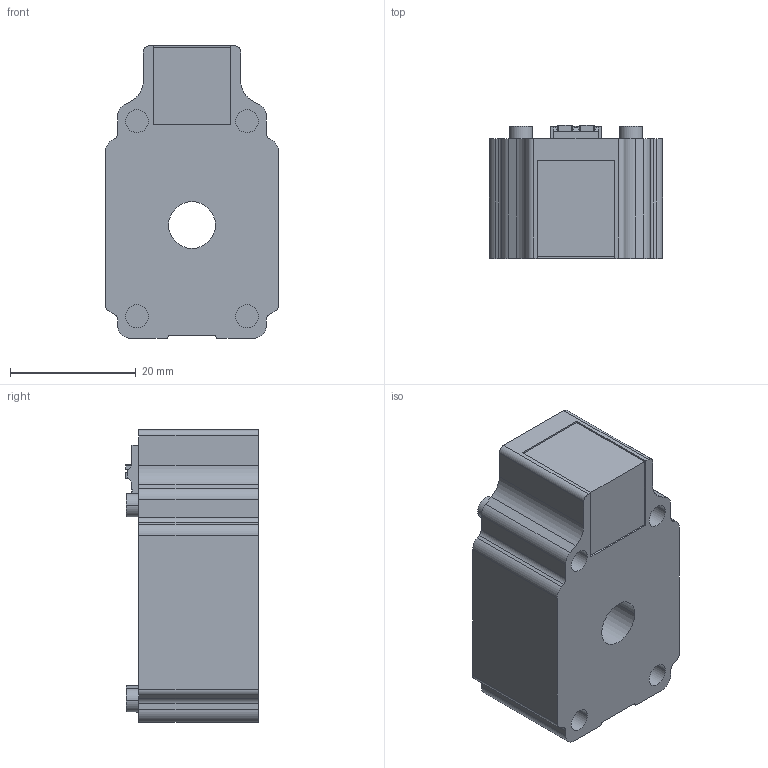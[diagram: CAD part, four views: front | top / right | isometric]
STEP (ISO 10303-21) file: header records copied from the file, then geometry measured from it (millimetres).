
FILE_DESCRIPTION(('CATIA V5 STEP Exchange','CAx-IF Rec.Pracs.--- Model Styling and Organization---1.4--- 2014-01-23'),'2;1');
FILE_NAME ('D1503547_0_2556030000_S3D_CMA_CTM_7_XXX.stp','2021-09-17T06:42:17+00:00',('none'),('Weidmueller'),'CATIA Version 5-6 Release 2016 SP3 HF44','CATIA V5 STEP AP214','none');
FILE_SCHEMA(('AUTOMOTIVE_DESIGN { 1 0 10303 214 1 1 1 1 }'));
Length unit declared in the file: millimetre
Products named in the file (1): S3D_CMA_CTM_7_XXX
Bounding box: 27.5 x 21.1 x 46.5 mm (x, y, z)
Volume: 19841 mm3; surface area: 6440.7 mm2
Topology: 3 solids, 3 shells, 165 faces, 434 edges, 288 vertices
Faces by surface type: plane 103, cylinder 58, cone 4
Entity records: 5035 total; most frequent: CARTESIAN_POINT 891, ORIENTED_EDGE 868, DIRECTION 691, EDGE_CURVE 434, VECTOR 301, LINE 301, VERTEX_POINT 288, AXIS2_PLACEMENT_3D 258
